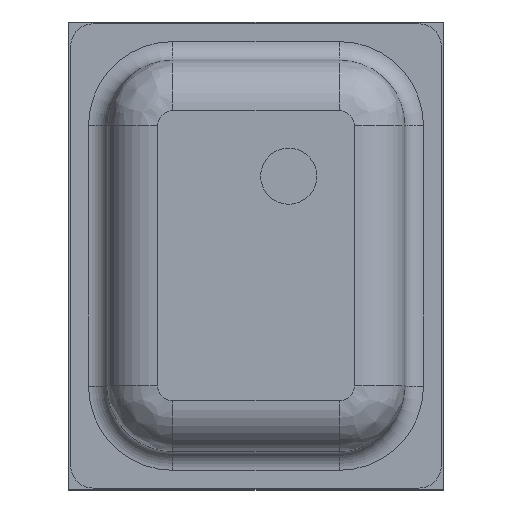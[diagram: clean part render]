
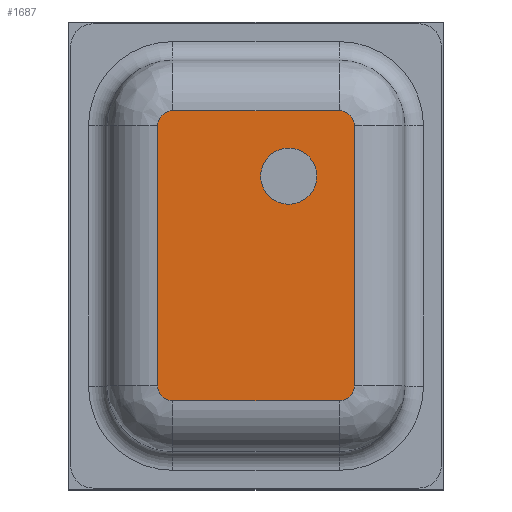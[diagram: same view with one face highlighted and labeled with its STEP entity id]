
A CAD part, top view. The second image highlights one B-rep face of the part: STEP entity #1687.
In plain terms, the highlighted planar face has unit normal (0, 0, 1).
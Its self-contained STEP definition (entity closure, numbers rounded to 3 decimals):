
#6 = DIRECTION ( 'NONE',  ( 0., 0., 1. ) ) ;
#30 = VERTEX_POINT ( 'NONE', #2852 ) ;
#47 = ORIENTED_EDGE ( 'NONE', *, *, #246, .T. ) ;
#60 = ORIENTED_EDGE ( 'NONE', *, *, #1917, .T. ) ;
#74 = CIRCLE ( 'NONE', #2610, 0.15 ) ;
#111 = VECTOR ( 'NONE', #701, 1000. ) ;
#135 = CARTESIAN_POINT ( 'NONE',  ( 0.448, -0.82, 0.97 ) ) ;
#179 = CARTESIAN_POINT ( 'NONE',  ( 0.178, 0.38, 0.97 ) ) ;
#206 = DIRECTION ( 'NONE',  ( 0., 0., -1. ) ) ;
#246 = EDGE_CURVE ( 'NONE', #864, #435, #3132, .T. ) ;
#269 = EDGE_CURVE ( 'NONE', #2865, #2896, #2824, .T. ) ;
#325 = EDGE_CURVE ( 'NONE', #2896, #2865, #74, .T. ) ;
#341 = DIRECTION ( 'NONE',  ( 1., 0., 0. ) ) ;
#363 = ORIENTED_EDGE ( 'NONE', *, *, #1314, .T. ) ;
#430 = CIRCLE ( 'NONE', #2928, 0.08 ) ;
#435 = VERTEX_POINT ( 'NONE', #2879 ) ;
#441 = ORIENTED_EDGE ( 'NONE', *, *, #1428, .T. ) ;
#463 = FACE_BOUND ( 'NONE', #2554, .T. ) ;
#583 = VECTOR ( 'NONE', #2290, 1000. ) ;
#593 = DIRECTION ( 'NONE',  ( 0., 1., 0. ) ) ;
#628 = DIRECTION ( 'NONE',  ( -1., 0., 0. ) ) ;
#687 = CIRCLE ( 'NONE', #2416, 0.08 ) ;
#701 = DIRECTION ( 'NONE',  ( 0., -1., 0. ) ) ;
#739 = EDGE_CURVE ( 'NONE', #2337, #30, #1501, .T. ) ;
#833 = EDGE_CURVE ( 'NONE', #2918, #864, #1291, .T. ) ;
#864 = VERTEX_POINT ( 'NONE', #2435 ) ;
#923 = DIRECTION ( 'NONE',  ( 1., 0., 0. ) ) ;
#947 = VECTOR ( 'NONE', #1726, 1000. ) ;
#952 = PLANE ( 'NONE',  #1806 ) ;
#1028 = EDGE_LOOP ( 'NONE', ( #1882, #363, #2077, #47, #441, #3019, #1256, #60 ) ) ;
#1032 = EDGE_CURVE ( 'NONE', #2817, #1928, #687, .T. ) ;
#1156 = DIRECTION ( 'NONE',  ( 0., 0., 1. ) ) ;
#1233 = CARTESIAN_POINT ( 'NONE',  ( -0.442, 0.73, 0.97 ) ) ;
#1249 = FACE_OUTER_BOUND ( 'NONE', #1028, .T. ) ;
#1256 = ORIENTED_EDGE ( 'NONE', *, *, #739, .T. ) ;
#1291 = CIRCLE ( 'NONE', #2413, 0.08 ) ;
#1306 = ORIENTED_EDGE ( 'NONE', *, *, #269, .F. ) ;
#1314 = EDGE_CURVE ( 'NONE', #1928, #2918, #2201, .T. ) ;
#1392 = VERTEX_POINT ( 'NONE', #2474 ) ;
#1397 = DIRECTION ( 'NONE',  ( 0., 0., 1. ) ) ;
#1428 = EDGE_CURVE ( 'NONE', #435, #1392, #430, .T. ) ;
#1440 = AXIS2_PLACEMENT_3D ( 'NONE', #1534, #2742, #628 ) ;
#1456 = CARTESIAN_POINT ( 'NONE',  ( 0.448, 0.65, 0.97 ) ) ;
#1467 = CARTESIAN_POINT ( 'NONE',  ( 0.448, 0.73, 0.97 ) ) ;
#1501 = CIRCLE ( 'NONE', #1756, 0.08 ) ;
#1534 = CARTESIAN_POINT ( 'NONE',  ( 0.178, 0.38, 0.97 ) ) ;
#1597 = CARTESIAN_POINT ( 'NONE',  ( 0.528, 0.65, 0.97 ) ) ;
#1629 = CARTESIAN_POINT ( 'NONE',  ( 0.448, 0.73, 0.97 ) ) ;
#1687 = ADVANCED_FACE ( 'NONE', ( #463, #1249 ), #952, .F. ) ;
#1726 = DIRECTION ( 'NONE',  ( -1., 0., 0. ) ) ;
#1756 = AXIS2_PLACEMENT_3D ( 'NONE', #3134, #1397, #923 ) ;
#1806 = AXIS2_PLACEMENT_3D ( 'NONE', #3144, #206, #2425 ) ;
#1838 = EDGE_CURVE ( 'NONE', #1392, #2337, #2967, .T. ) ;
#1882 = ORIENTED_EDGE ( 'NONE', *, *, #1032, .T. ) ;
#1917 = EDGE_CURVE ( 'NONE', #30, #2817, #2277, .T. ) ;
#1928 = VERTEX_POINT ( 'NONE', #1629 ) ;
#1935 = CARTESIAN_POINT ( 'NONE',  ( -0.522, 0.65, 0.97 ) ) ;
#1937 = DIRECTION ( 'NONE',  ( 0., 0., 1. ) ) ;
#2051 = VECTOR ( 'NONE', #593, 1000. ) ;
#2077 = ORIENTED_EDGE ( 'NONE', *, *, #833, .T. ) ;
#2154 = CARTESIAN_POINT ( 'NONE',  ( 0.328, 0.38, 0.97 ) ) ;
#2201 = LINE ( 'NONE', #1467, #947 ) ;
#2277 = LINE ( 'NONE', #2780, #2051 ) ;
#2290 = DIRECTION ( 'NONE',  ( 1., 0., 0. ) ) ;
#2337 = VERTEX_POINT ( 'NONE', #135 ) ;
#2376 = ORIENTED_EDGE ( 'NONE', *, *, #325, .F. ) ;
#2413 = AXIS2_PLACEMENT_3D ( 'NONE', #3172, #1937, #2907 ) ;
#2416 = AXIS2_PLACEMENT_3D ( 'NONE', #1456, #6, #2569 ) ;
#2425 = DIRECTION ( 'NONE',  ( -1., 0., 0. ) ) ;
#2435 = CARTESIAN_POINT ( 'NONE',  ( -0.522, 0.65, 0.97 ) ) ;
#2446 = CARTESIAN_POINT ( 'NONE',  ( 0.028, 0.38, 0.97 ) ) ;
#2474 = CARTESIAN_POINT ( 'NONE',  ( -0.442, -0.82, 0.97 ) ) ;
#2477 = CARTESIAN_POINT ( 'NONE',  ( -0.442, -0.82, 0.97 ) ) ;
#2554 = EDGE_LOOP ( 'NONE', ( #1306, #2376 ) ) ;
#2569 = DIRECTION ( 'NONE',  ( 1., 0., 0. ) ) ;
#2610 = AXIS2_PLACEMENT_3D ( 'NONE', #179, #1156, #3049 ) ;
#2742 = DIRECTION ( 'NONE',  ( 0., 0., 1. ) ) ;
#2748 = CARTESIAN_POINT ( 'NONE',  ( -0.442, -0.74, 0.97 ) ) ;
#2780 = CARTESIAN_POINT ( 'NONE',  ( 0.528, -0.74, 0.97 ) ) ;
#2817 = VERTEX_POINT ( 'NONE', #1597 ) ;
#2824 = CIRCLE ( 'NONE', #1440, 0.15 ) ;
#2852 = CARTESIAN_POINT ( 'NONE',  ( 0.528, -0.74, 0.97 ) ) ;
#2865 = VERTEX_POINT ( 'NONE', #2446 ) ;
#2879 = CARTESIAN_POINT ( 'NONE',  ( -0.522, -0.74, 0.97 ) ) ;
#2896 = VERTEX_POINT ( 'NONE', #2154 ) ;
#2907 = DIRECTION ( 'NONE',  ( 1., 0., 0. ) ) ;
#2918 = VERTEX_POINT ( 'NONE', #1233 ) ;
#2928 = AXIS2_PLACEMENT_3D ( 'NONE', #2748, #2998, #341 ) ;
#2967 = LINE ( 'NONE', #2477, #583 ) ;
#2998 = DIRECTION ( 'NONE',  ( 0., 0., 1. ) ) ;
#3019 = ORIENTED_EDGE ( 'NONE', *, *, #1838, .T. ) ;
#3049 = DIRECTION ( 'NONE',  ( -1., 0., 0. ) ) ;
#3132 = LINE ( 'NONE', #1935, #111 ) ;
#3134 = CARTESIAN_POINT ( 'NONE',  ( 0.448, -0.74, 0.97 ) ) ;
#3144 = CARTESIAN_POINT ( 'NONE',  ( -0.442, 0.65, 0.97 ) ) ;
#3172 = CARTESIAN_POINT ( 'NONE',  ( -0.442, 0.65, 0.97 ) ) ;
